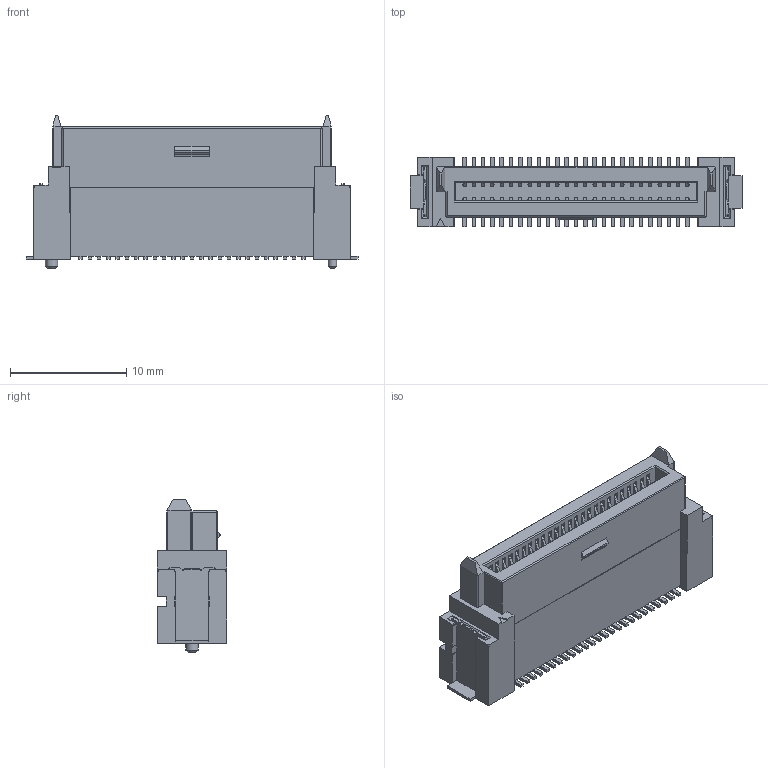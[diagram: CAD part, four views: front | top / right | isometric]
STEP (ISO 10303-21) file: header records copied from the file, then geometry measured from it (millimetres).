
FILE_DESCRIPTION( ('This file contains a STEP AP42 implementation' ,'as created by ZW3D STEP Interface translator.') ,'2;1' );
FILE_NAME( '3614-SXXX-114S1R01.stp' ,'23 321.134559', (''), ('ZWCAD Software Co.'), 'Version 1.0', 'ZW3D to STEP translator', '' );
FILE_SCHEMA(('AUTOMOTIVE_DESIGN { 1 0 10303 214 1 1 1 1 }'));
Length unit declared in the file: millimetre
Products named in the file (2): 0; 3614-SXXX-114S1R01
Bounding box: 28.6 x 6 x 13.2 mm (x, y, z)
Volume: 1144.1 mm3; surface area: 1562 mm2
Topology: 1 solids, 3 shells, 1716 faces, 4284 edges, 2578 vertices
Faces by surface type: plane 1130, bspline 455, cylinder 125, cone 6
Full cylindrical faces by diameter (mm): 0.7 x2, 0.8 x1, 1.05 x1, 1.1 x1, 1.2 x1
Entity records: 63707 total; most frequent: CARTESIAN_POINT 27700, ORIENTED_EDGE 8568, DIRECTION 4466, EDGE_CURVE 4284, VERTEX_POINT 2578, B_SPLINE_CURVE_WITH_KNOTS 2414, EDGE_LOOP 1822, VECTOR 1798
